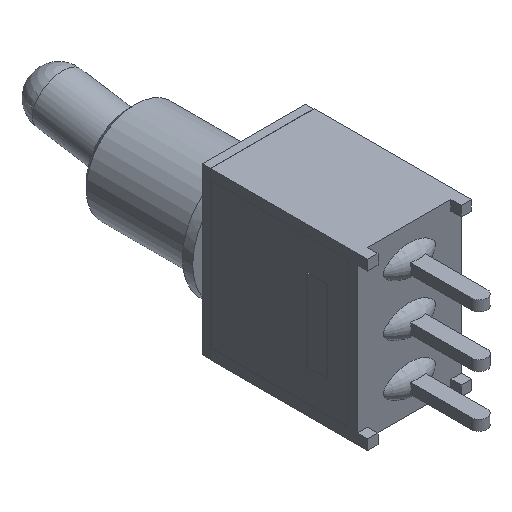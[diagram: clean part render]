
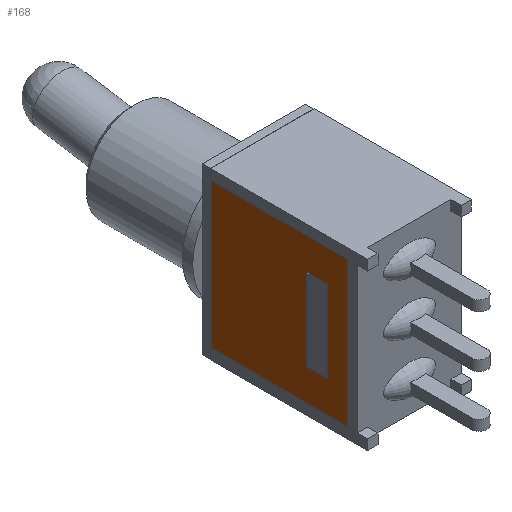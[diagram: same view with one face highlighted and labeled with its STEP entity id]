
A CAD part, isometric view. The second image highlights one B-rep face of the part: STEP entity #168.
In plain terms, the highlighted planar face has unit normal (-1, 0, 0).
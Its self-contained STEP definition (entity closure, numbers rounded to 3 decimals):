
#168=ADVANCED_FACE('',(#404,#405),#406,.F.);
#404=FACE_OUTER_BOUND('',#717,.T.);
#405=FACE_BOUND('',#718,.T.);
#406=PLANE('',#719);
#717=EDGE_LOOP('',(#1152,#1153,#1154,#1155));
#718=EDGE_LOOP('',(#1156,#1157,#1158,#1159));
#719=AXIS2_PLACEMENT_3D('',#1160,#1161,#1162);
#1152=ORIENTED_EDGE('',*,*,#1946,.F.);
#1153=ORIENTED_EDGE('',*,*,#1935,.F.);
#1154=ORIENTED_EDGE('',*,*,#1927,.F.);
#1155=ORIENTED_EDGE('',*,*,#1913,.F.);
#1156=ORIENTED_EDGE('',*,*,#1964,.T.);
#1157=ORIENTED_EDGE('',*,*,#1901,.T.);
#1158=ORIENTED_EDGE('',*,*,#1909,.T.);
#1159=ORIENTED_EDGE('',*,*,#1965,.T.);
#1160=CARTESIAN_POINT('',(-2.52,4.565,0.0));
#1161=DIRECTION('',(1.0,0.0,0.0));
#1162=DIRECTION('',(0.0,0.0,-1.0));
#1901=EDGE_CURVE('',#2286,#2284,#2287,.T.);
#1909=EDGE_CURVE('',#2284,#2295,#2297,.T.);
#1913=EDGE_CURVE('',#2302,#2304,#2305,.T.);
#1927=EDGE_CURVE('',#2304,#2328,#2329,.T.);
#1935=EDGE_CURVE('',#2328,#2340,#2341,.T.);
#1946=EDGE_CURVE('',#2340,#2302,#2358,.T.);
#1964=EDGE_CURVE('',#2384,#2286,#2385,.T.);
#1965=EDGE_CURVE('',#2295,#2384,#2386,.T.);
#2284=VERTEX_POINT('',#2864);
#2286=VERTEX_POINT('',#2867);
#2287=LINE('',#2868,#2869);
#2295=VERTEX_POINT('',#2881);
#2297=LINE('',#2884,#2885);
#2302=VERTEX_POINT('',#2891);
#2304=VERTEX_POINT('',#2894);
#2305=LINE('',#2895,#2896);
#2328=VERTEX_POINT('',#2929);
#2329=LINE('',#2930,#2931);
#2340=VERTEX_POINT('',#2947);
#2341=LINE('',#2948,#2949);
#2358=LINE('',#2974,#2975);
#2384=VERTEX_POINT('',#3013);
#2385=LINE('',#3014,#3015);
#2386=LINE('',#3016,#3017);
#2864=CARTESIAN_POINT('',(-2.52,3.0,2.0));
#2867=CARTESIAN_POINT('',(-2.52,3.0,-2.0));
#2868=CARTESIAN_POINT('',(-2.52,3.0,0.0));
#2869=VECTOR('',#3790,1.0);
#2881=CARTESIAN_POINT('',(-2.52,2.0,2.0));
#2884=CARTESIAN_POINT('',(-2.52,3.533,2.0));
#2885=VECTOR('',#3796,1.0);
#2891=CARTESIAN_POINT('',(-2.52,7.71,3.555));
#2894=CARTESIAN_POINT('',(-2.52,1.01,3.555));
#2895=CARTESIAN_POINT('',(-2.52,4.565,3.555));
#2896=VECTOR('',#3799,1.0);
#2929=CARTESIAN_POINT('',(-2.52,1.01,-3.555));
#2930=CARTESIAN_POINT('',(-2.52,1.01,0.0));
#2931=VECTOR('',#3810,1.0);
#2947=CARTESIAN_POINT('',(-2.52,7.71,-3.555));
#2948=CARTESIAN_POINT('',(-2.52,4.565,-3.555));
#2949=VECTOR('',#3816,1.0);
#2974=CARTESIAN_POINT('',(-2.52,7.71,0.0));
#2975=VECTOR('',#3825,1.0);
#3013=CARTESIAN_POINT('',(-2.52,2.0,-2.0));
#3014=CARTESIAN_POINT('',(-2.52,3.533,-2.0));
#3015=VECTOR('',#3841,1.0);
#3016=CARTESIAN_POINT('',(-2.52,2.0,0.0));
#3017=VECTOR('',#3842,1.0);
#3790=DIRECTION('',(-0.0,0.0,1.0));
#3796=DIRECTION('',(0.0,-1.0,0.0));
#3799=DIRECTION('',(0.0,-1.0,0.0));
#3810=DIRECTION('',(0.0,0.0,-1.0));
#3816=DIRECTION('',(0.0,1.0,0.0));
#3825=DIRECTION('',(0.0,0.0,1.0));
#3841=DIRECTION('',(0.0,1.0,0.0));
#3842=DIRECTION('',(0.0,0.0,-1.0));
